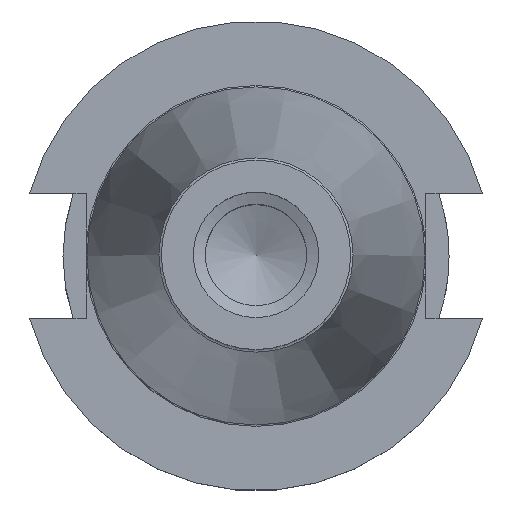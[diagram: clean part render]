
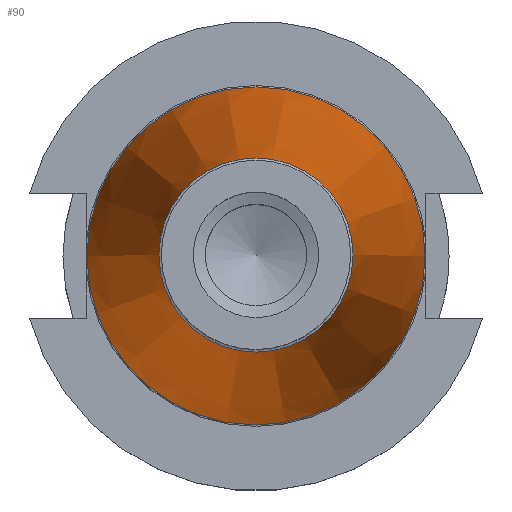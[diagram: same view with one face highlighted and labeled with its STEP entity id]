
A CAD part, top view. The second image highlights one B-rep face of the part: STEP entity #90.
In plain terms, the highlighted conical face has half-angle 8.298 degrees and reference radius 20.078 mm.
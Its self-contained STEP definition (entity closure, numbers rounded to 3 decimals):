
#34=CONICAL_SURFACE('',#497,20.078,8.298);
#49=FACE_BOUND('',#152,.T.);
#50=FACE_BOUND('',#153,.T.);
#90=ADVANCED_FACE('',(#49,#50),#34,.T.);
#152=EDGE_LOOP('',(#245));
#153=EDGE_LOOP('',(#246));
#194=CIRCLE('',#493,35.027);
#195=CIRCLE('',#496,20.113);
#245=ORIENTED_EDGE('',*,*,#380,.T.);
#246=ORIENTED_EDGE('',*,*,#379,.F.);
#334=VERTEX_POINT('',#744);
#335=VERTEX_POINT('',#748);
#379=EDGE_CURVE('',#334,#334,#194,.T.);
#380=EDGE_CURVE('',#335,#335,#195,.T.);
#493=AXIS2_PLACEMENT_3D('',#743,#588,#589);
#496=AXIS2_PLACEMENT_3D('',#747,#594,#595);
#497=AXIS2_PLACEMENT_3D('',#749,#596,#597);
#588=DIRECTION('',(0.,0.,-1.));
#589=DIRECTION('',(-1.,0.,0.));
#594=DIRECTION('',(0.,0.,-1.));
#595=DIRECTION('',(1.,0.,0.));
#596=DIRECTION('',(0.,0.,-1.));
#597=DIRECTION('',(-1.,0.,0.));
#743=CARTESIAN_POINT('',(0.,0.,-0.7));
#744=CARTESIAN_POINT('',(-35.027,0.,-0.7));
#747=CARTESIAN_POINT('',(0.,0.,101.563));
#748=CARTESIAN_POINT('',(20.113,0.,101.563));
#749=CARTESIAN_POINT('',(0.,0.,101.8));
